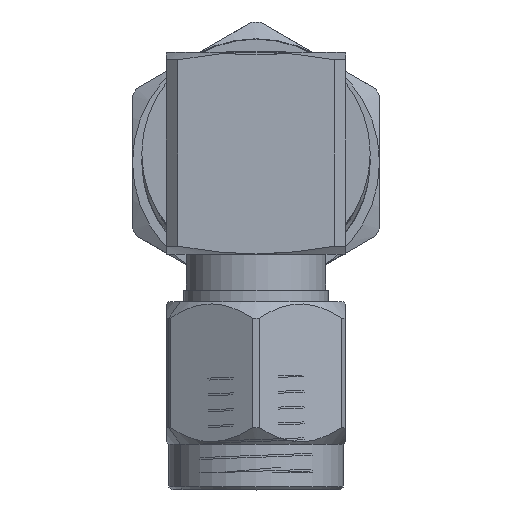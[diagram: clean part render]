
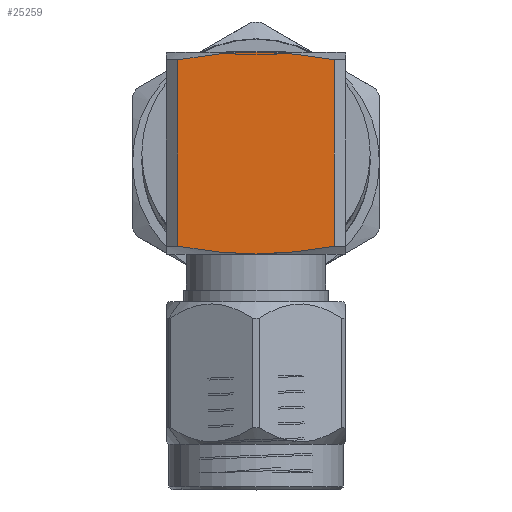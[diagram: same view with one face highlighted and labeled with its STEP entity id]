
A CAD part, top view. The second image highlights one B-rep face of the part: STEP entity #25259.
In plain terms, the highlighted face is planar.
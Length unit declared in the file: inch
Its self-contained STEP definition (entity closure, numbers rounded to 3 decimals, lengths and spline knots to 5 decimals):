
#318 = ORIENTED_EDGE ( 'NONE', *, *, #22198, .T. ) ;
#413 = CARTESIAN_POINT ( 'NONE',  ( -0.16735, 0.15748, 0.11476 ) ) ;
#632 = CARTESIAN_POINT ( 'NONE',  ( -0.16335, 0.15748, 0.13748 ) ) ;
#1187 = CARTESIAN_POINT ( 'NONE',  ( -0.17717, 0.15748, 0. ) ) ;
#2071 = CARTESIAN_POINT ( 'NONE',  ( -0.17717, 0.15748, 0.13748 ) ) ;
#3116 = CARTESIAN_POINT ( 'NONE',  ( -0.17578, 0.15748, 0.04587 ) ) ;
#3537 = ORIENTED_EDGE ( 'NONE', *, *, #6299, .T. ) ;
#3683 = CARTESIAN_POINT ( 'NONE',  ( -0.17717, 0.15748, -0.02298 ) ) ;
#4452 = CARTESIAN_POINT ( 'NONE',  ( 0.17085, 0.15748, -0.09175 ) ) ;
#4622 = CARTESIAN_POINT ( 'NONE',  ( 0.16335, 0.15748, 0.13748 ) ) ;
#4844 = CARTESIAN_POINT ( 'NONE',  ( 0.17578, 0.15748, 0.04587 ) ) ;
#5202 = EDGE_CURVE ( 'NONE', #26345, #14136, #29032, .T. ) ;
#6138 = ORIENTED_EDGE ( 'NONE', *, *, #10553, .F. ) ;
#6299 = EDGE_CURVE ( 'NONE', #31617, #8478, #26321, .T. ) ;
#6854 = CARTESIAN_POINT ( 'NONE',  ( 0.16335, 0.15748, -0.13748 ) ) ;
#7556 = CARTESIAN_POINT ( 'NONE',  ( -0.15969, 0.15748, -0.13748 ) ) ;
#7807 = CARTESIAN_POINT ( 'NONE',  ( -0.17717, 0.15748, 0. ) ) ;
#7937 = CARTESIAN_POINT ( 'NONE',  ( -0.17717, 0.15748, 0.15748 ) ) ;
#8124 = CARTESIAN_POINT ( 'NONE',  ( -0.17717, 0.15748, 0.02292 ) ) ;
#8478 = VERTEX_POINT ( 'NONE', #21067 ) ;
#8569 = CARTESIAN_POINT ( 'NONE',  ( -0.16737, 0.15748, -0.11466 ) ) ;
#8684 = CARTESIAN_POINT ( 'NONE',  ( -0.16335, 0.15748, -0.13748 ) ) ;
#8798 = CARTESIAN_POINT ( 'NONE',  ( -0.17085, 0.15748, -0.09175 ) ) ;
#9138 = CARTESIAN_POINT ( 'NONE',  ( 0.17717, 0.15748, -0.02298 ) ) ;
#9454 = CARTESIAN_POINT ( 'NONE',  ( 0.17717, 0.15748, 0. ) ) ;
#9635 = CARTESIAN_POINT ( 'NONE',  ( 0.16335, 0.15748, -0.13748 ) ) ;
#9828 = CARTESIAN_POINT ( 'NONE',  ( 0.16735, 0.15748, 0.11476 ) ) ;
#10280 = FACE_OUTER_BOUND ( 'NONE', #11022, .T. ) ;
#10488 = PLANE ( 'NONE',  #13147 ) ;
#10553 = EDGE_CURVE ( 'NONE', #23545, #26345, #25535, .T. ) ;
#11022 = EDGE_LOOP ( 'NONE', ( #6138, #18255, #3537, #318, #22150, #16399 ) ) ;
#13147 = AXIS2_PLACEMENT_3D ( 'NONE', #7937, #17968, #27527 ) ;
#13156 = VECTOR ( 'NONE', #31791, 39.37008 ) ;
#13444 = LINE ( 'NONE', #2071, #18924 ) ;
#13863 = CARTESIAN_POINT ( 'NONE',  ( -0.16335, 0.15748, -0.13748 ) ) ;
#14065 = DIRECTION ( 'NONE',  ( 1., 0., 0. ) ) ;
#14136 = VERTEX_POINT ( 'NONE', #26411 ) ;
#14351 = CARTESIAN_POINT ( 'NONE',  ( -0.16335, 0.15748, 0.13748 ) ) ;
#14435 = CARTESIAN_POINT ( 'NONE',  ( 0.17717, 0.15748, 0.02292 ) ) ;
#16399 = ORIENTED_EDGE ( 'NONE', *, *, #5202, .F. ) ;
#17706 = B_SPLINE_CURVE_WITH_KNOTS ( 'NONE', 3,
 ( #7807, #8124, #3116, #20361, #413, #632 ),
 .UNSPECIFIED., .F., .F.,
 ( 4, 2, 4 ),
 ( 0.00831, 0.01007, 0.01183 ),
 .UNSPECIFIED. ) ;
#17968 = DIRECTION ( 'NONE',  ( 0., -1., 0. ) ) ;
#18255 = ORIENTED_EDGE ( 'NONE', *, *, #30943, .T. ) ;
#18924 = VECTOR ( 'NONE', #14065, 39.37008 ) ;
#19092 = CARTESIAN_POINT ( 'NONE',  ( 0.17577, 0.15748, -0.04592 ) ) ;
#20361 = CARTESIAN_POINT ( 'NONE',  ( -0.17084, 0.15748, 0.09184 ) ) ;
#21049 = EDGE_CURVE ( 'NONE', #24248, #14136, #13444, .T. ) ;
#21067 = CARTESIAN_POINT ( 'NONE',  ( -0.17717, 0.15748, 0. ) ) ;
#22150 = ORIENTED_EDGE ( 'NONE', *, *, #21049, .T. ) ;
#22198 = EDGE_CURVE ( 'NONE', #8478, #24248, #17706, .T. ) ;
#23545 = VERTEX_POINT ( 'NONE', #9635 ) ;
#24248 = VERTEX_POINT ( 'NONE', #14351 ) ;
#24311 = CARTESIAN_POINT ( 'NONE',  ( 0.16737, 0.15748, -0.11466 ) ) ;
#24851 = LINE ( 'NONE', #7556, #13156 ) ;
#25259 = ADVANCED_FACE ( 'NONE', ( #10280 ), #10488, .F. ) ;
#25535 = B_SPLINE_CURVE_WITH_KNOTS ( 'NONE', 3,
 ( #6854, #24311, #4452, #19092, #9138, #9454 ),
 .UNSPECIFIED., .F., .F.,
 ( 4, 2, 4 ),
 ( 0.00478, 0.00654, 0.00831 ),
 .UNSPECIFIED. ) ;
#26210 = CARTESIAN_POINT ( 'NONE',  ( -0.17577, 0.15748, -0.04592 ) ) ;
#26321 = B_SPLINE_CURVE_WITH_KNOTS ( 'NONE', 3,
 ( #8684, #8569, #8798, #26210, #3683, #1187 ),
 .UNSPECIFIED., .F., .F.,
 ( 4, 2, 4 ),
 ( 0.00478, 0.00654, 0.00831 ),
 .UNSPECIFIED. ) ;
#26345 = VERTEX_POINT ( 'NONE', #28176 ) ;
#26411 = CARTESIAN_POINT ( 'NONE',  ( 0.16335, 0.15748, 0.13748 ) ) ;
#27527 = DIRECTION ( 'NONE',  ( 0., 0., -1. ) ) ;
#28176 = CARTESIAN_POINT ( 'NONE',  ( 0.17717, 0.15748, 0. ) ) ;
#29032 = B_SPLINE_CURVE_WITH_KNOTS ( 'NONE', 3,
 ( #29418, #14435, #4844, #31807, #9828, #4622 ),
 .UNSPECIFIED., .F., .F.,
 ( 4, 2, 4 ),
 ( 0.00831, 0.01007, 0.01183 ),
 .UNSPECIFIED. ) ;
#29418 = CARTESIAN_POINT ( 'NONE',  ( 0.17717, 0.15748, 0. ) ) ;
#30943 = EDGE_CURVE ( 'NONE', #23545, #31617, #24851, .T. ) ;
#31617 = VERTEX_POINT ( 'NONE', #13863 ) ;
#31791 = DIRECTION ( 'NONE',  ( -1., 0., 0. ) ) ;
#31807 = CARTESIAN_POINT ( 'NONE',  ( 0.17084, 0.15748, 0.09184 ) ) ;
